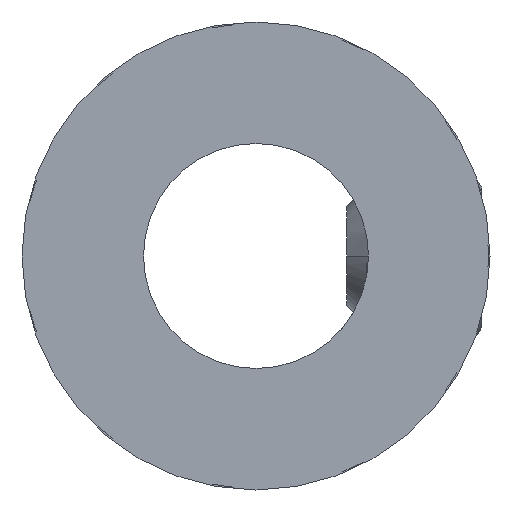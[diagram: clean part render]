
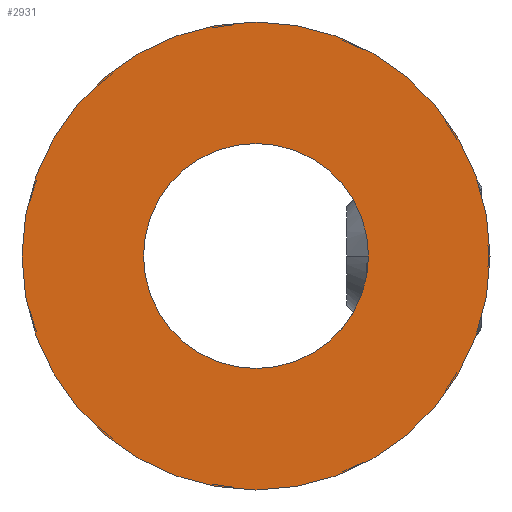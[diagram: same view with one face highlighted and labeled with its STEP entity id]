
A CAD part, front view. The second image highlights one B-rep face of the part: STEP entity #2931.
In plain terms, the highlighted planar face has unit normal (0, -1, 0).
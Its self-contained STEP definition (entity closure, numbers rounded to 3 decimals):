
#84=FACE_BOUND('',#663,.T.);
#123=PLANE('',#3170);
#499=FACE_OUTER_BOUND('',#662,.T.);
#662=EDGE_LOOP('',(#2754));
#663=EDGE_LOOP('',(#2755));
#698=CIRCLE('',#3030,5.2);
#749=CIRCLE('',#3113,2.5);
#1228=VERTEX_POINT('',#5290);
#1354=VERTEX_POINT('',#6244);
#1568=EDGE_CURVE('',#1228,#1228,#698,.T.);
#1748=EDGE_CURVE('',#1354,#1354,#749,.T.);
#2754=ORIENTED_EDGE('',*,*,#1568,.T.);
#2755=ORIENTED_EDGE('',*,*,#1748,.F.);
#2931=ADVANCED_FACE('',(#499,#84),#123,.F.);
#3030=AXIS2_PLACEMENT_3D('',#5292,#3384,#3385);
#3113=AXIS2_PLACEMENT_3D('',#6246,#3613,#3614);
#3170=AXIS2_PLACEMENT_3D('',#6686,#3792,#3793);
#3384=DIRECTION('center_axis',(0.,-1.,0.));
#3385=DIRECTION('ref_axis',(1.,0.,0.));
#3613=DIRECTION('center_axis',(0.,-1.,0.));
#3614=DIRECTION('ref_axis',(1.,0.,0.));
#3792=DIRECTION('center_axis',(0.,1.,0.));
#3793=DIRECTION('ref_axis',(1.,0.,0.));
#5290=CARTESIAN_POINT('',(0.,0.,5.2));
#5292=CARTESIAN_POINT('Origin',(0.,0.,0.));
#6244=CARTESIAN_POINT('',(-2.5,0.,0.));
#6246=CARTESIAN_POINT('Origin',(0.,0.,0.));
#6686=CARTESIAN_POINT('Origin',(0.073,0.,0.));
